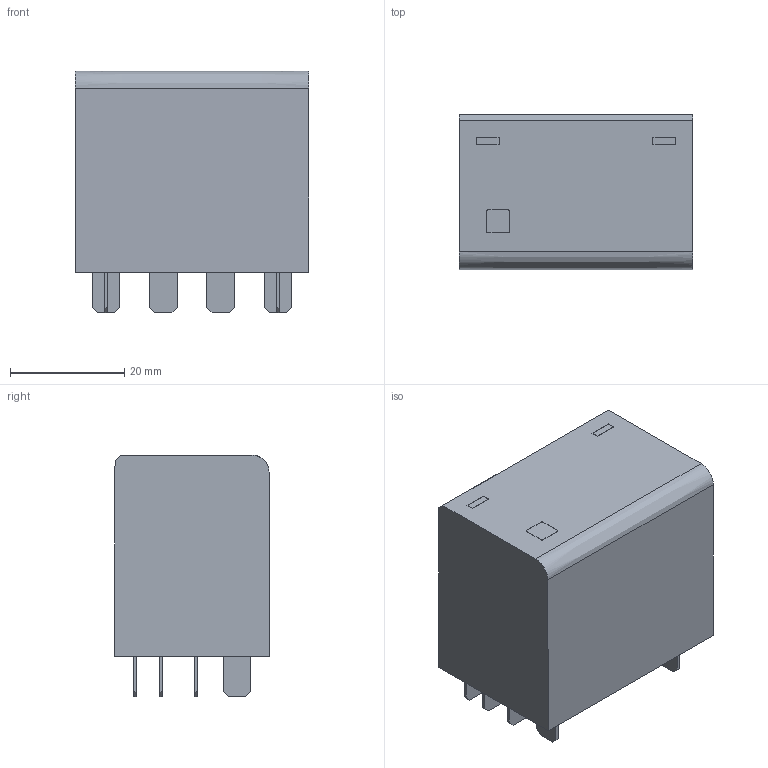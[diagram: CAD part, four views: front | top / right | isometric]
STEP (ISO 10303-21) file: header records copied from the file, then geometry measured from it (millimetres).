
FILE_DESCRIPTION(('CATIA V5R24 STEP','CAx-IF Rec.Pracs.--- Model Styling and Organization---1.2---2011-12-15'),'2;1');
FILE_NAME ('6829909_6', '2017-12-07T12:09:52+00:00', ('Weidmueller Interface'), ('Weidmueller'), 'CATIA Version 5-6 Release 2014 SP4', 'CATIA V5 STEP AP214', 'none');
FILE_SCHEMA(('AUTOMOTIVE_DESIGN { 1 0 10303 214 1 1 1 1 }'));
Length unit declared in the file: millimetre
Products named in the file (1): S3D_DRL570_XXX
Bounding box: 40.9 x 27.21 x 42.3 mm (x, y, z)
Volume: 39084.9 mm3; surface area: 8009.1 mm2
Topology: 15 solids, 15 shells, 139 faces, 350 edges, 244 vertices
Faces by surface type: plane 134, extrusion 5
Entity records: 4005 total; most frequent: CARTESIAN_POINT 785, ORIENTED_EDGE 700, DIRECTION 460, EDGE_CURVE 350, VECTOR 324, LINE 319, VERTEX_POINT 244, EDGE_LOOP 142
